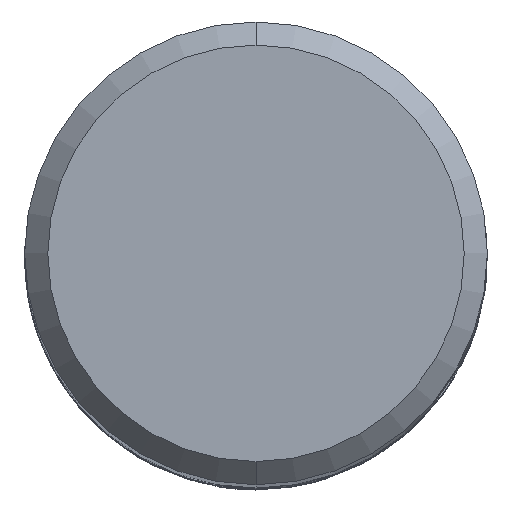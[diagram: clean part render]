
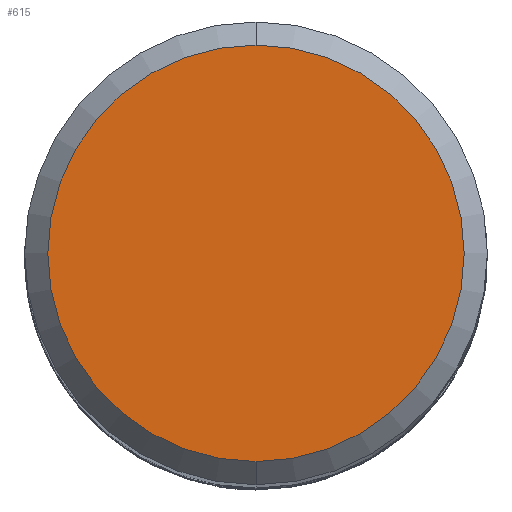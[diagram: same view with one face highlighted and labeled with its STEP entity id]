
A CAD part, top view. The second image highlights one B-rep face of the part: STEP entity #615.
In plain terms, the highlighted planar face has unit normal (0, 0, 1).
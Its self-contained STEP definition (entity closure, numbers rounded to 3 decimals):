
#615=ADVANCED_FACE('',(#1760),#1761,.T.);
#659=VERTEX_POINT('',#1809);
#793=VERTEX_POINT('',#1956);
#795=EDGE_CURVE('',#659,#793,#1958,.T.);
#1649=EDGE_CURVE('',#793,#659,#2895,.T.);
#1760=FACE_OUTER_BOUND('',#3118,.T.);
#1761=PLANE('',#3119);
#1809=CARTESIAN_POINT('',(0.,-5.4,0.0));
#1956=CARTESIAN_POINT('',(0.0,5.4,0.0));
#1958=CIRCLE('',#4748,5.4);
#2895=CIRCLE('',#12929,5.4);
#3118=EDGE_LOOP('',(#13352,#13353));
#3119=AXIS2_PLACEMENT_3D('',#13354,#13355,#13356);
#4748=AXIS2_PLACEMENT_3D('',#13566,#13567,#13568);
#12929=AXIS2_PLACEMENT_3D('',#14547,#14548,#14549);
#13352=ORIENTED_EDGE('',*,*,#1649,.F.);
#13353=ORIENTED_EDGE('',*,*,#795,.F.);
#13354=CARTESIAN_POINT('',(0.0,2.7,0.0));
#13355=DIRECTION('',(-0.0,0.0,1.0));
#13356=DIRECTION('',(0.0,-1.0,0.0));
#13566=CARTESIAN_POINT('',(0.0,0.0,0.0));
#13567=DIRECTION('',(0.0,0.0,-1.0));
#13568=DIRECTION('',(0.0,1.0,0.0));
#14547=CARTESIAN_POINT('',(0.0,0.0,0.0));
#14548=DIRECTION('',(0.0,0.0,-1.0));
#14549=DIRECTION('',(0.0,1.0,0.0));
